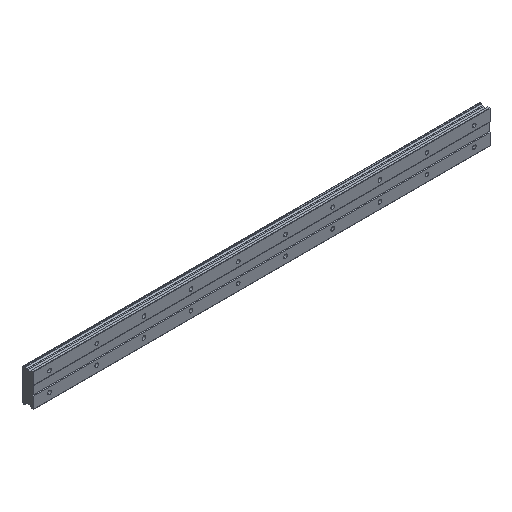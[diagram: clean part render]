
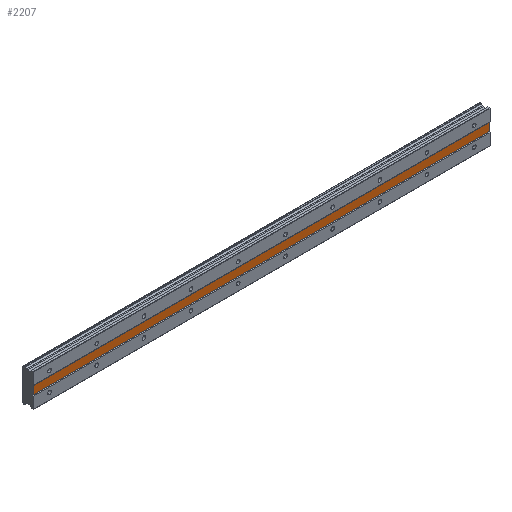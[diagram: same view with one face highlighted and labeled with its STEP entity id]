
A CAD part, isometric view. The second image highlights one B-rep face of the part: STEP entity #2207.
In plain terms, the highlighted planar face has unit normal (0, -1, 0).
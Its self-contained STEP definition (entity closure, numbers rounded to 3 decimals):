
#326 = ORIENTED_EDGE ( 'NONE', *, *, #3931, .T. ) ;
#481 = FACE_OUTER_BOUND ( 'NONE', #2396, .T. ) ;
#555 = CARTESIAN_POINT ( 'NONE',  ( -20., 1., 5. ) ) ;
#587 = DIRECTION ( 'NONE',  ( 0., 0., -1. ) ) ;
#641 = LINE ( 'NONE', #1960, #3328 ) ;
#1282 = VERTEX_POINT ( 'NONE', #1304 ) ;
#1304 = CARTESIAN_POINT ( 'NONE',  ( 560., 1., -5. ) ) ;
#1315 = VECTOR ( 'NONE', #587, 1000. ) ;
#1410 = CARTESIAN_POINT ( 'NONE',  ( 560., 1., 5. ) ) ;
#1465 = VERTEX_POINT ( 'NONE', #555 ) ;
#1692 = LINE ( 'NONE', #3324, #3532 ) ;
#1878 = CARTESIAN_POINT ( 'NONE',  ( -20., 1., -5. ) ) ;
#1960 = CARTESIAN_POINT ( 'NONE',  ( 560., 1., -5. ) ) ;
#2173 = ORIENTED_EDGE ( 'NONE', *, *, #3396, .T. ) ;
#2207 = ADVANCED_FACE ( 'NONE', ( #481 ), #4119, .F. ) ;
#2217 = LINE ( 'NONE', #3234, #1315 ) ;
#2265 = DIRECTION ( 'NONE',  ( 0., 0., -1. ) ) ;
#2396 = EDGE_LOOP ( 'NONE', ( #3106, #3225, #2173, #326 ) ) ;
#2410 = DIRECTION ( 'NONE',  ( -1., 0., 0. ) ) ;
#2447 = AXIS2_PLACEMENT_3D ( 'NONE', #3866, #3479, #3113 ) ;
#2647 = EDGE_CURVE ( 'NONE', #3756, #1282, #2217, .T. ) ;
#3015 = VERTEX_POINT ( 'NONE', #1878 ) ;
#3106 = ORIENTED_EDGE ( 'NONE', *, *, #3273, .F. ) ;
#3113 = DIRECTION ( 'NONE',  ( 0., 0., 1. ) ) ;
#3225 = ORIENTED_EDGE ( 'NONE', *, *, #2647, .F. ) ;
#3234 = CARTESIAN_POINT ( 'NONE',  ( 560., 1., 20.827 ) ) ;
#3273 = EDGE_CURVE ( 'NONE', #1282, #3015, #641, .T. ) ;
#3292 = DIRECTION ( 'NONE',  ( -1., 0., 0. ) ) ;
#3324 = CARTESIAN_POINT ( 'NONE',  ( -20., 1., 20.827 ) ) ;
#3328 = VECTOR ( 'NONE', #3292, 1000. ) ;
#3377 = LINE ( 'NONE', #1410, #3522 ) ;
#3396 = EDGE_CURVE ( 'NONE', #3756, #1465, #3377, .T. ) ;
#3479 = DIRECTION ( 'NONE',  ( 0., 1., 0. ) ) ;
#3522 = VECTOR ( 'NONE', #2410, 1000. ) ;
#3532 = VECTOR ( 'NONE', #2265, 1000. ) ;
#3756 = VERTEX_POINT ( 'NONE', #3795 ) ;
#3795 = CARTESIAN_POINT ( 'NONE',  ( 560., 1., 5. ) ) ;
#3866 = CARTESIAN_POINT ( 'NONE',  ( 560., 1., 5. ) ) ;
#3931 = EDGE_CURVE ( 'NONE', #1465, #3015, #1692, .T. ) ;
#4119 = PLANE ( 'NONE',  #2447 ) ;
